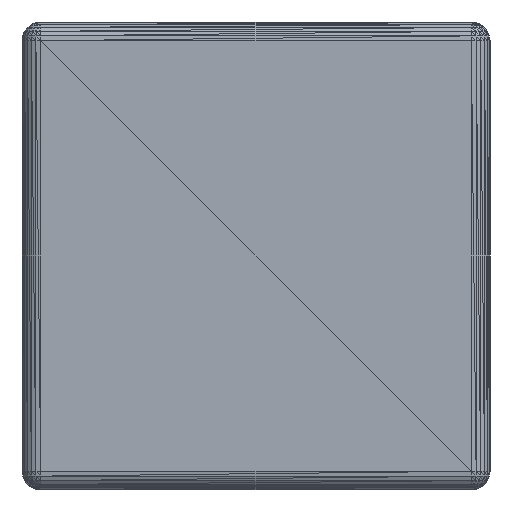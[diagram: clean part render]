
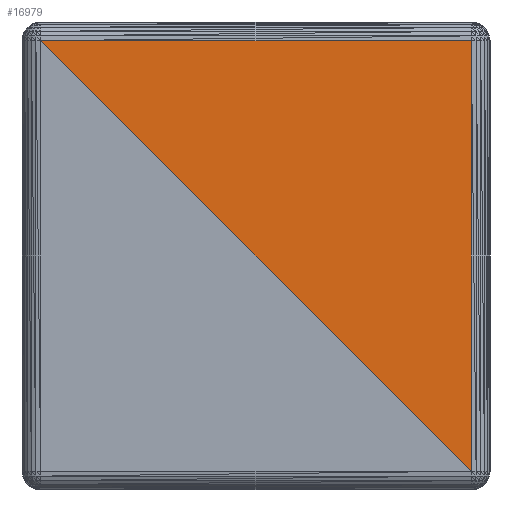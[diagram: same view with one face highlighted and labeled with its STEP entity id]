
A CAD part, left-side view. The second image highlights one B-rep face of the part: STEP entity #16979.
In plain terms, the highlighted planar face has unit normal (-1, 0, 0).
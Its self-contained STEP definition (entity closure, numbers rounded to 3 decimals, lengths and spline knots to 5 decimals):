
#11=DIRECTION('',(0.0,0.0,1.0));
#462=VECTOR('',#11,1000.0);
#1190=DIRECTION('',(0.0,1.0,0.0));
#1191=VECTOR('',#1190,1000.0);
#6220=CARTESIAN_POINT('',(-0.5,-0.23,-0.23));
#6221=VERTEX_POINT('',#6220);
#6222=CARTESIAN_POINT('',(-0.5,0.23,0.23));
#6223=VERTEX_POINT('',#6222);
#6224=CARTESIAN_POINT('',(-0.5,-0.23,0.23));
#6225=VERTEX_POINT('',#6224);
#16950=DIRECTION('',(0.0,0.707,0.707));
#16951=VECTOR('',#16950,1000.0);
#16952=LINE('',#6220,#16951);
#16953=EDGE_CURVE('',#6221,#6223,#16952,.T.);
#16966=LINE('',#6220,#462);
#16967=EDGE_CURVE('',#6221,#6225,#16966,.T.);
#16968=LINE('',#6224,#1191);
#16969=EDGE_CURVE('',#6225,#6223,#16968,.T.);
#16970=ORIENTED_EDGE('',*,*,#16953,.F.);
#16971=ORIENTED_EDGE('',*,*,#16967,.T.);
#16972=ORIENTED_EDGE('',*,*,#16969,.T.);
#16973=DIRECTION('',(-1.0,-0.0,0.0));
#16974=DIRECTION('',(0.0,-0.707,-0.707));
#16975=AXIS2_PLACEMENT_3D('',#6222,#16973,#16974);
#16976=PLANE('',#16975);
#16977=EDGE_LOOP('',(#16970,#16971,#16972));
#16978=FACE_BOUND('',#16977,.T.);
#16979=ADVANCED_FACE('',(#16978),#16976,.T.);
